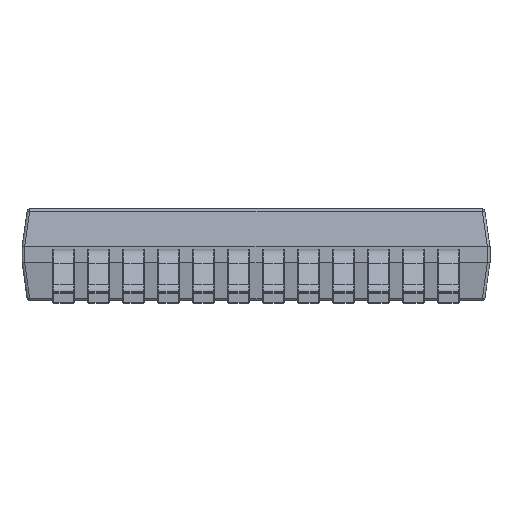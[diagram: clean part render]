
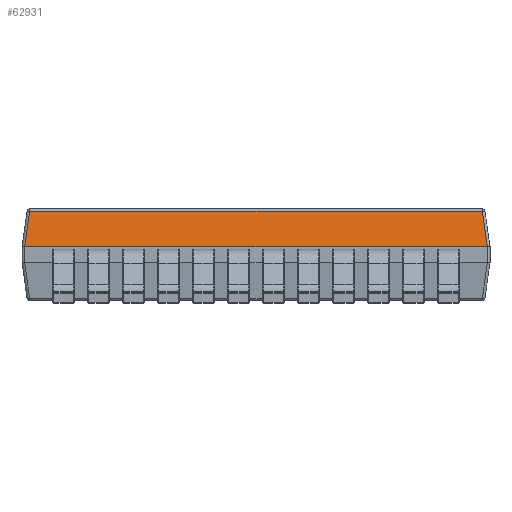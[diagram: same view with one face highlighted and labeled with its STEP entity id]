
A CAD part, left-side view. The second image highlights one B-rep face of the part: STEP entity #62931.
In plain terms, the highlighted planar face has unit normal (-0.99, 0, 0.141).
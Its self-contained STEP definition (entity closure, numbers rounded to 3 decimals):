
#4873 = DIRECTION ( 'NONE',  ( 0., 1., 0. ) ) ;
#5612 = CARTESIAN_POINT ( 'NONE',  ( -1.95, -4.301, 1.05 ) ) ;
#10023 = CARTESIAN_POINT ( 'NONE',  ( -1.95, 4.301, 1.05 ) ) ;
#11387 = DIRECTION ( 'NONE',  ( -0.99, 0., 0.141 ) ) ;
#12126 = EDGE_CURVE ( 'NONE', #14736, #65445, #57682, .T. ) ;
#12330 = VERTEX_POINT ( 'NONE', #10023 ) ;
#13380 = CARTESIAN_POINT ( 'NONE',  ( -1.95, 4.3, 1.05 ) ) ;
#14075 = ORIENTED_EDGE ( 'NONE', *, *, #31849, .T. ) ;
#14736 = VERTEX_POINT ( 'NONE', #54758 ) ;
#17359 = EDGE_CURVE ( 'NONE', #12330, #65445, #42688, .T. ) ;
#17465 = CARTESIAN_POINT ( 'NONE',  ( -1.768, -4.118, 2.327 ) ) ;
#17809 = FACE_OUTER_BOUND ( 'NONE', #54332, .T. ) ;
#17853 = LINE ( 'NONE', #17465, #46893 ) ;
#18225 = DIRECTION ( 'NONE',  ( 0.14, 0.14, 0.98 ) ) ;
#19427 = CARTESIAN_POINT ( 'NONE',  ( -1.856, -4.207, 1.707 ) ) ;
#19489 = VECTOR ( 'NONE', #47727, 1000. ) ;
#20460 = ORIENTED_EDGE ( 'NONE', *, *, #17359, .T. ) ;
#24844 = VERTEX_POINT ( 'NONE', #53939 ) ;
#25838 = CARTESIAN_POINT ( 'NONE',  ( -1.95, 4.3, 1.05 ) ) ;
#28070 = CARTESIAN_POINT ( 'NONE',  ( -1.85, 0., 1.75 ) ) ;
#28436 = PLANE ( 'NONE',  #63141 ) ;
#29025 = LINE ( 'NONE', #30758, #19489 ) ;
#30026 = CARTESIAN_POINT ( 'NONE',  ( -1.856, 0., 1.707 ) ) ;
#30758 = CARTESIAN_POINT ( 'NONE',  ( -1.768, 4.118, 2.327 ) ) ;
#31849 = EDGE_CURVE ( 'NONE', #24844, #12330, #29025, .T. ) ;
#31905 = CARTESIAN_POINT ( 'NONE',  ( -1.95, 4.3, 1.05 ) ) ;
#34679 = CARTESIAN_POINT ( 'NONE',  ( -1.95, -4.3, 1.05 ) ) ;
#35227 = EDGE_CURVE ( 'NONE', #35269, #24844, #58728, .T. ) ;
#35269 = VERTEX_POINT ( 'NONE', #19427 ) ;
#39228 = CARTESIAN_POINT ( 'NONE',  ( -1.95, 4.35, 1.05 ) ) ;
#40586 = ORIENTED_EDGE ( 'NONE', *, *, #64219, .T. ) ;
#41260 = EDGE_CURVE ( 'NONE', #52837, #35269, #17853, .T. ) ;
#42688 =( BOUNDED_CURVE ( )  B_SPLINE_CURVE ( 3, ( #71865, #43200, #25838, #13380 ),
 .UNSPECIFIED., .F., .F. ) 
 B_SPLINE_CURVE_WITH_KNOTS ( ( 4, 4 ),
 ( 6.273, 6.283 ),
 .UNSPECIFIED. ) 
 CURVE ( )  GEOMETRIC_REPRESENTATION_ITEM ( )  RATIONAL_B_SPLINE_CURVE ( ( 1., 1., 1., 1. ) ) 
 REPRESENTATION_ITEM ( '' )  );
#43200 = CARTESIAN_POINT ( 'NONE',  ( -1.95, 4.3, 1.05 ) ) ;
#44679 = VECTOR ( 'NONE', #70392, 1000. ) ;
#44833 = VECTOR ( 'NONE', #4873, 1000. ) ;
#46893 = VECTOR ( 'NONE', #18225, 1000. ) ;
#47727 = DIRECTION ( 'NONE',  ( -0.14, 0.14, -0.98 ) ) ;
#47950 =( BOUNDED_CURVE ( )  B_SPLINE_CURVE ( 3, ( #34679, #62997, #57293, #5612 ),
 .UNSPECIFIED., .F., .F. ) 
 B_SPLINE_CURVE_WITH_KNOTS ( ( 4, 4 ),
 ( 0., 0.01 ),
 .UNSPECIFIED. ) 
 CURVE ( )  GEOMETRIC_REPRESENTATION_ITEM ( )  RATIONAL_B_SPLINE_CURVE ( ( 1., 1., 1., 1. ) ) 
 REPRESENTATION_ITEM ( '' )  );
#48054 = CARTESIAN_POINT ( 'NONE',  ( -1.95, -4.301, 1.05 ) ) ;
#48592 = ORIENTED_EDGE ( 'NONE', *, *, #35227, .T. ) ;
#51025 = DIRECTION ( 'NONE',  ( 0., 1., 0. ) ) ;
#52837 = VERTEX_POINT ( 'NONE', #48054 ) ;
#53939 = CARTESIAN_POINT ( 'NONE',  ( -1.856, 4.207, 1.707 ) ) ;
#54332 = EDGE_LOOP ( 'NONE', ( #14075, #20460, #71294, #40586, #58018, #48592 ) ) ;
#54758 = CARTESIAN_POINT ( 'NONE',  ( -1.95, -4.3, 1.05 ) ) ;
#57293 = CARTESIAN_POINT ( 'NONE',  ( -1.95, -4.3, 1.05 ) ) ;
#57682 = LINE ( 'NONE', #39228, #44833 ) ;
#58018 = ORIENTED_EDGE ( 'NONE', *, *, #41260, .T. ) ;
#58728 = LINE ( 'NONE', #30026, #44679 ) ;
#62931 = ADVANCED_FACE ( 'NONE', ( #17809 ), #28436, .T. ) ;
#62997 = CARTESIAN_POINT ( 'NONE',  ( -1.95, -4.3, 1.05 ) ) ;
#63141 = AXIS2_PLACEMENT_3D ( 'NONE', #28070, #11387, #51025 ) ;
#64219 = EDGE_CURVE ( 'NONE', #14736, #52837, #47950, .T. ) ;
#65445 = VERTEX_POINT ( 'NONE', #31905 ) ;
#70392 = DIRECTION ( 'NONE',  ( 0., 1., 0. ) ) ;
#71294 = ORIENTED_EDGE ( 'NONE', *, *, #12126, .F. ) ;
#71865 = CARTESIAN_POINT ( 'NONE',  ( -1.95, 4.301, 1.05 ) ) ;
